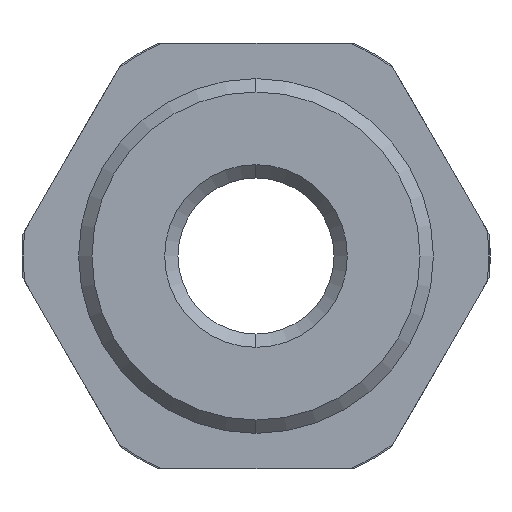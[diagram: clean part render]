
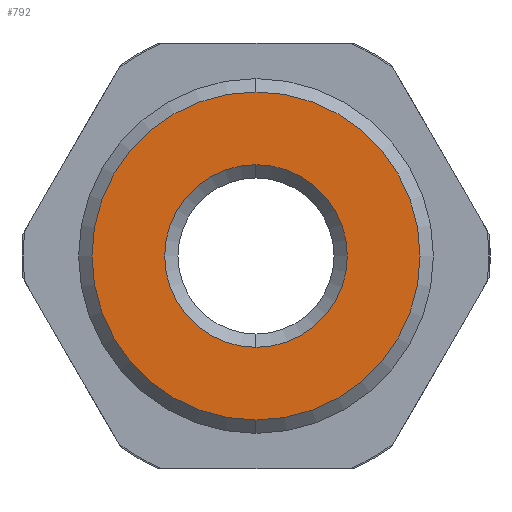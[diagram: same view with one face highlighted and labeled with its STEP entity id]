
A CAD part, left-side view. The second image highlights one B-rep face of the part: STEP entity #792.
In plain terms, the highlighted planar face has unit normal (-1, 0, 0).
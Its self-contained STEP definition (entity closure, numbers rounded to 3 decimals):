
#13 = ORIENTED_EDGE ( 'NONE', *, *, #4267, .T. ) ;
#161 = AXIS2_PLACEMENT_3D ( 'NONE', #2016, #3475, #3092 ) ;
#163 = CARTESIAN_POINT ( 'NONE',  ( 0., 0., -5.15 ) ) ;
#291 = CARTESIAN_POINT ( 'NONE',  ( 0., 0., 0. ) ) ;
#479 = AXIS2_PLACEMENT_3D ( 'NONE', #2657, #2981, #1211 ) ;
#647 = DIRECTION ( 'NONE',  ( 0., 0., -1. ) ) ;
#792 = ADVANCED_FACE ( 'NONE', ( #4256, #3613 ), #2320, .F. ) ;
#802 = VERTEX_POINT ( 'NONE', #877 ) ;
#877 = CARTESIAN_POINT ( 'NONE',  ( 0., 0., -9.25 ) ) ;
#1115 = CIRCLE ( 'NONE', #161, 9.25 ) ;
#1166 = EDGE_CURVE ( 'NONE', #3457, #4059, #1856, .T. ) ;
#1211 = DIRECTION ( 'NONE',  ( 0., 0., -1. ) ) ;
#1267 = EDGE_CURVE ( 'NONE', #4059, #3457, #3609, .T. ) ;
#1298 = VERTEX_POINT ( 'NONE', #2256 ) ;
#1491 = DIRECTION ( 'NONE',  ( 0., 0., -1. ) ) ;
#1856 = CIRCLE ( 'NONE', #1955, 5.15 ) ;
#1955 = AXIS2_PLACEMENT_3D ( 'NONE', #3231, #4262, #2131 ) ;
#2016 = CARTESIAN_POINT ( 'NONE',  ( 0., 0., 0. ) ) ;
#2131 = DIRECTION ( 'NONE',  ( 0., 0., -1. ) ) ;
#2256 = CARTESIAN_POINT ( 'NONE',  ( 0., 0., 9.25 ) ) ;
#2320 = PLANE ( 'NONE',  #479 ) ;
#2358 = AXIS2_PLACEMENT_3D ( 'NONE', #3639, #4022, #1491 ) ;
#2657 = CARTESIAN_POINT ( 'NONE',  ( 0., 0., 0. ) ) ;
#2785 = DIRECTION ( 'NONE',  ( -1., 0., 0. ) ) ;
#2981 = DIRECTION ( 'NONE',  ( 1., 0., 0. ) ) ;
#3092 = DIRECTION ( 'NONE',  ( 0., 0., -1. ) ) ;
#3114 = ORIENTED_EDGE ( 'NONE', *, *, #1166, .T. ) ;
#3231 = CARTESIAN_POINT ( 'NONE',  ( 0., 0., 0. ) ) ;
#3457 = VERTEX_POINT ( 'NONE', #4423 ) ;
#3475 = DIRECTION ( 'NONE',  ( -1., 0., 0. ) ) ;
#3601 = ORIENTED_EDGE ( 'NONE', *, *, #4063, .T. ) ;
#3609 = CIRCLE ( 'NONE', #2358, 5.15 ) ;
#3613 = FACE_BOUND ( 'NONE', #3986, .T. ) ;
#3639 = CARTESIAN_POINT ( 'NONE',  ( 0., 0., 0. ) ) ;
#3754 = CIRCLE ( 'NONE', #4126, 9.25 ) ;
#3986 = EDGE_LOOP ( 'NONE', ( #3114, #4020 ) ) ;
#4020 = ORIENTED_EDGE ( 'NONE', *, *, #1267, .T. ) ;
#4022 = DIRECTION ( 'NONE',  ( 1., 0., 0. ) ) ;
#4059 = VERTEX_POINT ( 'NONE', #163 ) ;
#4063 = EDGE_CURVE ( 'NONE', #802, #1298, #1115, .T. ) ;
#4068 = EDGE_LOOP ( 'NONE', ( #3601, #13 ) ) ;
#4126 = AXIS2_PLACEMENT_3D ( 'NONE', #291, #2785, #647 ) ;
#4256 = FACE_OUTER_BOUND ( 'NONE', #4068, .T. ) ;
#4262 = DIRECTION ( 'NONE',  ( 1., 0., 0. ) ) ;
#4267 = EDGE_CURVE ( 'NONE', #1298, #802, #3754, .T. ) ;
#4423 = CARTESIAN_POINT ( 'NONE',  ( 0., 0., 5.15 ) ) ;
